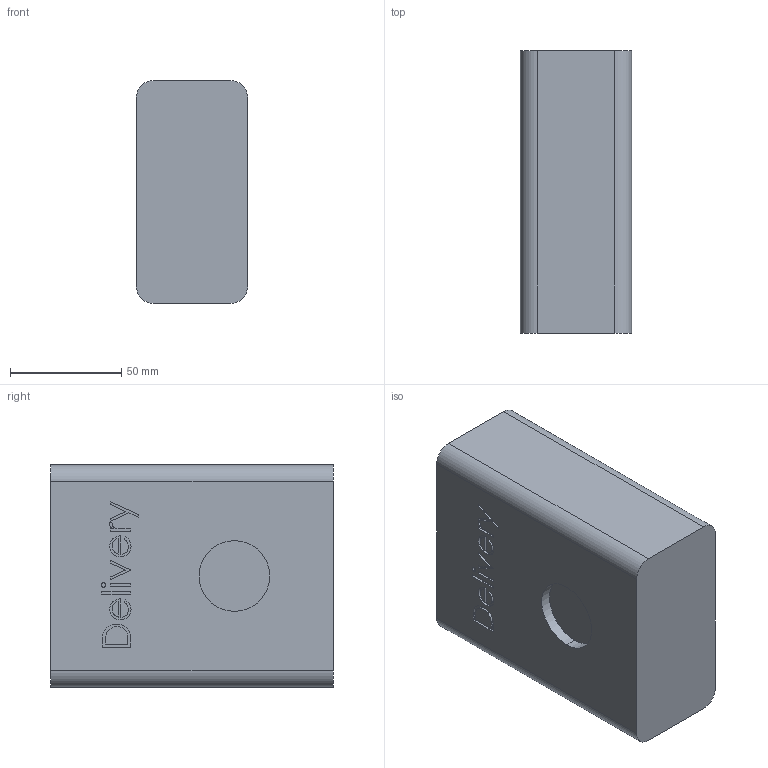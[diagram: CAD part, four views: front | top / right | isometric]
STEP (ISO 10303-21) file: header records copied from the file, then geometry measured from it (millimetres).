
FILE_DESCRIPTION (( 'STEP AP214' ), '1' );
FILE_NAME ('3rd Receipts Holder.STEP', '2025-11-30T16:19:49', ( '' ), ( '' ), 'SwSTEP 2.0', 'SolidWorks 2022', '' );
FILE_SCHEMA (( 'AUTOMOTIVE_DESIGN' ));
Length unit declared in the file: millimetre
Products named in the file (1): 3rd Receipts Holder
Bounding box: 50 x 127 x 100 mm (x, y, z)
Volume: 251974 mm3; surface area: 95268.9 mm2
Topology: 1 solids, 1 shells, 208 faces, 543 edges, 362 vertices
Faces by surface type: plane 129, bspline 71, cylinder 8
Entity records: 9871 total; most frequent: CARTESIAN_POINT 5177, ORIENTED_EDGE 1086, DIRECTION 693, EDGE_CURVE 543, VECTOR 385, LINE 385, VERTEX_POINT 362, EDGE_LOOP 237
